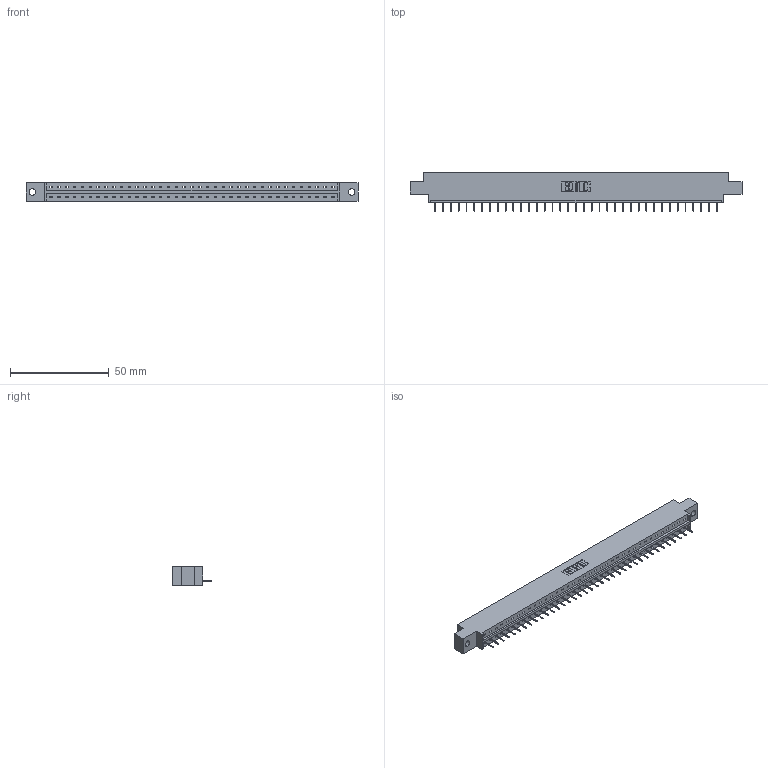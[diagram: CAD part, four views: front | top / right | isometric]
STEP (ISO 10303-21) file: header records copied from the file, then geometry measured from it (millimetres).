
FILE_DESCRIPTION (( 'STEP AP203' ), '1' );
FILE_NAME ('333-037-524-602.STEP', '2018-08-03T02:31:43', ( '' ), ( '' ), 'SwSTEP 2.0', 'SolidWorks 2016', '' );
FILE_SCHEMA (( 'CONFIG_CONTROL_DESIGN' ));
Length unit declared in the file: inch
Products named in the file (3): 345-292-001_345-293-124; 333-037-524-602; 333 Part_Offset - .128 Dia
Assembly tree (38 placements, depth 2):
  333-037-524-602
    333 Part_Offset - .128 Dia
    345-292-001_345-293-124  x37
Bounding box: 168.15 x 19.69 x 9.4 mm (x, y, z)
Volume: 16466.8 mm3; surface area: 17207.5 mm2
Topology: 38 solids, 38 shells, 2412 faces, 6983 edges, 4506 vertices
Faces by surface type: plane 1850, cylinder 562
Entity records: 23475 total; most frequent: CARTESIAN_POINT 4057, ORIENTED_EDGE 4030, DIRECTION 3433, EDGE_CURVE 2015, VECTOR 1891, LINE 1891, VERTEX_POINT 1338, AXIS2_PLACEMENT_3D 771
